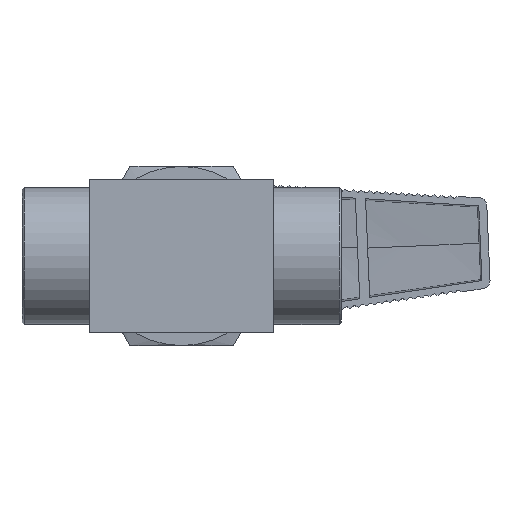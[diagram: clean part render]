
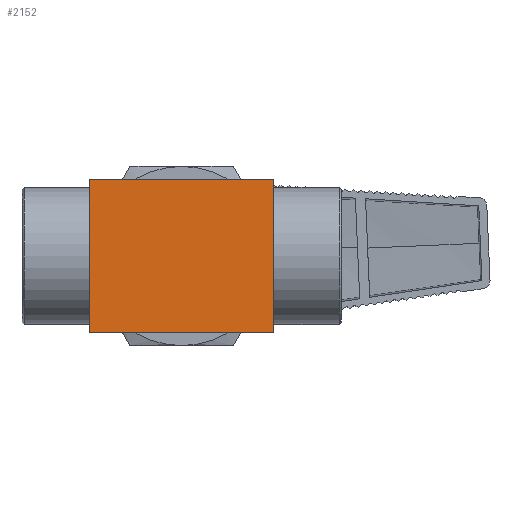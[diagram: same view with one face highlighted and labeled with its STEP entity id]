
A CAD part, front view. The second image highlights one B-rep face of the part: STEP entity #2152.
In plain terms, the highlighted planar face has unit normal (0, -1, 0).
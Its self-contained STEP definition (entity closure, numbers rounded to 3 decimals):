
#1382 = VERTEX_POINT('',#1383);
#1383 = CARTESIAN_POINT('',(2232.197,1582.264,-19.05
    ));
#1389 = EDGE_CURVE('',#1382,#1390,#1392,.T.);
#1390 = VERTEX_POINT('',#1391);
#1391 = CARTESIAN_POINT('',(2232.197,1582.264,19.05)
  );
#1392 = LINE('',#1393,#1394);
#1393 = CARTESIAN_POINT('',(2232.197,1582.264,-19.05
    ));
#1394 = VECTOR('',#1395,1.);
#1395 = DIRECTION('',(0.,0.,1.));
#1422 = VERTEX_POINT('',#1423);
#1423 = CARTESIAN_POINT('',(2277.997,1582.264,-19.05
    ));
#1440 = VERTEX_POINT('',#1441);
#1441 = CARTESIAN_POINT('',(2277.997,1582.264,19.05)
  );
#1447 = EDGE_CURVE('',#1440,#1422,#1448,.T.);
#1448 = LINE('',#1449,#1450);
#1449 = CARTESIAN_POINT('',(2277.997,1582.264,19.05)
  );
#1450 = VECTOR('',#1451,1.);
#1451 = DIRECTION('',(0.,0.,-1.));
#2139 = EDGE_CURVE('',#1390,#1440,#2140,.T.);
#2140 = LINE('',#2141,#2142);
#2141 = CARTESIAN_POINT('',(2232.197,1582.264,19.05)
  );
#2142 = VECTOR('',#2143,1.);
#2143 = DIRECTION('',(1.,0.,0.));
#2152 = ADVANCED_FACE('',(#2153),#2164,.T.);
#2153 = FACE_BOUND('',#2154,.T.);
#2154 = EDGE_LOOP('',(#2155,#2161,#2162,#2163));
#2155 = ORIENTED_EDGE('',*,*,#2156,.T.);
#2156 = EDGE_CURVE('',#1382,#1422,#2157,.T.);
#2157 = LINE('',#2158,#2159);
#2158 = CARTESIAN_POINT('',(2232.197,1582.264,-19.05
    ));
#2159 = VECTOR('',#2160,1.);
#2160 = DIRECTION('',(1.,0.,0.));
#2161 = ORIENTED_EDGE('',*,*,#1447,.F.);
#2162 = ORIENTED_EDGE('',*,*,#2139,.F.);
#2163 = ORIENTED_EDGE('',*,*,#1389,.F.);
#2164 = PLANE('',#2165);
#2165 = AXIS2_PLACEMENT_3D('',#2166,#2167,#2168);
#2166 = CARTESIAN_POINT('',(2129.808,1582.264,19.05)
  );
#2167 = DIRECTION('',(0.,-1.,0.));
#2168 = DIRECTION('',(0.,0.,-1.));
